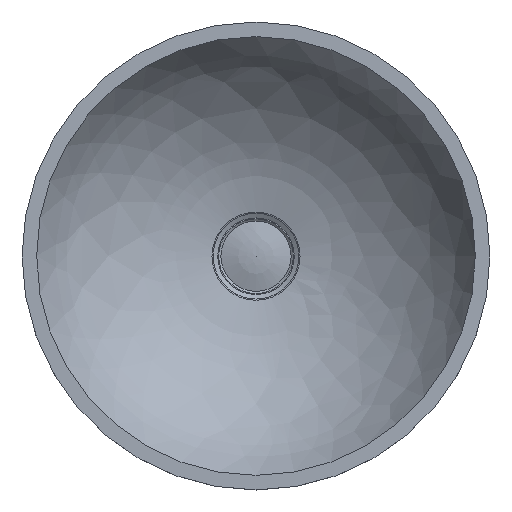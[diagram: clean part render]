
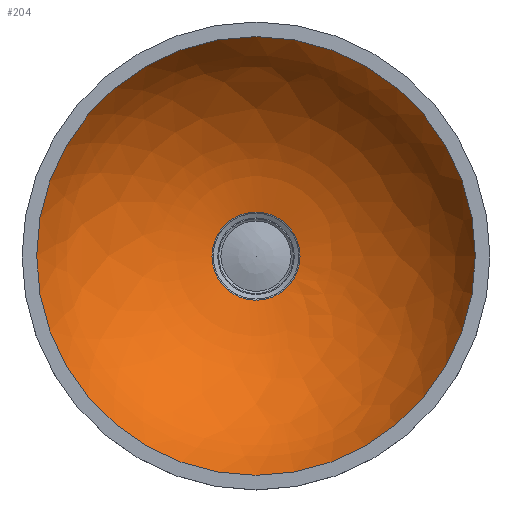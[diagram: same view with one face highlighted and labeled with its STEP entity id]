
A CAD part, top view. The second image highlights one B-rep face of the part: STEP entity #204.
In plain terms, the highlighted free-form (B-spline) face has degree [2, 2] with [3, 9] control points.
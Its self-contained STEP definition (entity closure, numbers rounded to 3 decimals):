
#112=CARTESIAN_POINT('',(37.683,-111.427,0.));
#113=VERTEX_POINT('',#112);
#114=CARTESIAN_POINT('',(0.0,-111.427,0.0));
#115=DIRECTION('',(0.0,1.0,0.0));
#116=DIRECTION('',(-1.0,0.0,0.0));
#117=AXIS2_PLACEMENT_3D('',#114,#115,#116);
#118=CIRCLE('',#117,37.683);
#119=EDGE_CURVE('',#113,#113,#118,.T.);
#155=CARTESIAN_POINT('',(0.,0.,187.5));
#156=CARTESIAN_POINT('',(0.,-94.781,141.648));
#157=CARTESIAN_POINT('',(0.,-111.427,37.683));
#158=CARTESIAN_POINT('',(187.5,0.,187.5));
#159=CARTESIAN_POINT('',(141.648,-94.781,141.648));
#160=CARTESIAN_POINT('',(37.683,-111.427,37.683));
#161=CARTESIAN_POINT('',(187.5,0.,0.));
#162=CARTESIAN_POINT('',(141.648,-94.781,0.));
#163=CARTESIAN_POINT('',(37.683,-111.427,0.));
#164=CARTESIAN_POINT('',(187.5,0.,-187.5));
#165=CARTESIAN_POINT('',(141.648,-94.781,-141.648));
#166=CARTESIAN_POINT('',(37.683,-111.427,-37.683));
#167=CARTESIAN_POINT('',(0.,0.,-187.5));
#168=CARTESIAN_POINT('',(0.,-94.781,-141.648));
#169=CARTESIAN_POINT('',(0.,-111.427,-37.683));
#170=CARTESIAN_POINT('',(-187.5,0.,-187.5));
#171=CARTESIAN_POINT('',(-141.648,-94.781,-141.648));
#172=CARTESIAN_POINT('',(-37.683,-111.427,-37.683));
#173=CARTESIAN_POINT('',(-187.5,0.,0.));
#174=CARTESIAN_POINT('',(-141.648,-94.781,0.));
#175=CARTESIAN_POINT('',(-37.683,-111.427,0.));
#176=CARTESIAN_POINT('',(-187.5,0.,187.5));
#177=CARTESIAN_POINT('',(-141.648,-94.781,141.648));
#178=CARTESIAN_POINT('',(-37.683,-111.427,37.683));
#179=CARTESIAN_POINT('',(0.,0.,187.5));
#180=CARTESIAN_POINT('',(0.,-94.781,141.648));
#181=CARTESIAN_POINT('',(0.,-111.427,37.683));
#189=(BOUNDED_SURFACE()B_SPLINE_SURFACE(2,2,((#155,#158,#161,#164,#167,#170,#173,#176,#179),(#156,#159,#162,#165,#168,#171,#174,#177,#180),(#157,#160,#163,#166,#169,#172,#175,#178,#181)),.UNSPECIFIED.,.F.,.T.,.U.)B_SPLINE_SURFACE_WITH_KNOTS((3,3),(3,2,2,2,3),(0.451,1.412),(0.0,1.571,3.142,4.712,6.283),.UNSPECIFIED.)GEOMETRIC_REPRESENTATION_ITEM()RATIONAL_B_SPLINE_SURFACE(((1.0,0.707,1.0,0.707,1.0,0.707,1.0,0.707,1.0),(0.887,0.627,0.887,0.627,0.887,0.627,0.887,0.627,0.887),(1.0,0.707,1.0,0.707,1.0,0.707,1.0,0.707,1.0)))REPRESENTATION_ITEM('')SURFACE());
#190=CARTESIAN_POINT('',(187.5,0.,0.0));
#191=VERTEX_POINT('',#190);
#192=CARTESIAN_POINT('',(0.0,0.,0.0));
#193=DIRECTION('',(0.0,-1.0,0.0));
#194=DIRECTION('',(1.0,0.0,0.0));
#195=AXIS2_PLACEMENT_3D('',#192,#193,#194);
#196=CIRCLE('',#195,187.5);
#197=EDGE_CURVE('',#191,#191,#196,.T.);
#198=ORIENTED_EDGE('',*,*,#197,.F.);
#199=EDGE_LOOP('',(#198));
#200=FACE_OUTER_BOUND('',#199,.T.);
#201=ORIENTED_EDGE('',*,*,#119,.F.);
#202=EDGE_LOOP('',(#201));
#203=FACE_BOUND('',#202,.T.);
#204=ADVANCED_FACE('',(#200,#203),#189,.F.);
